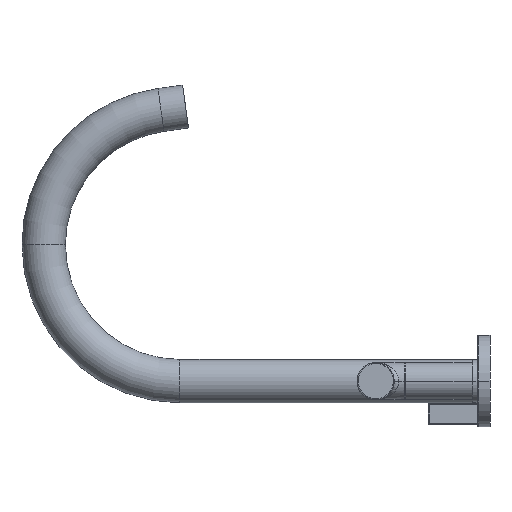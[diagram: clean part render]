
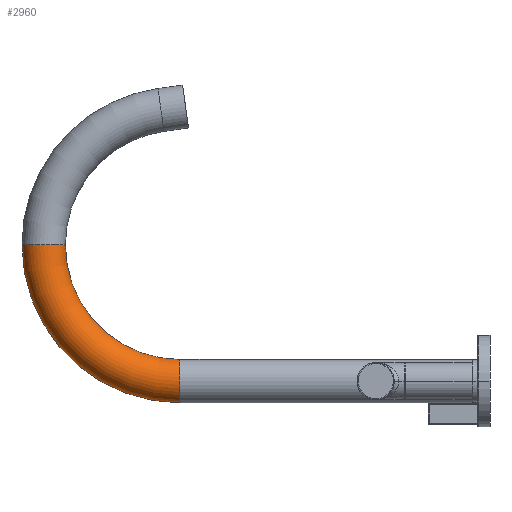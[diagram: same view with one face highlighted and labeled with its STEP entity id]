
A CAD part, left-side view. The second image highlights one B-rep face of the part: STEP entity #2960.
In plain terms, the highlighted toroidal (fillet/blend) face has major radius 69.85 mm and minor radius 11.113 mm.
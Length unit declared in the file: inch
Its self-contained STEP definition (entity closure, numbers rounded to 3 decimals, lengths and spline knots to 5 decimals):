
#2389=CARTESIAN_POINT('',(0.,6.25655,0.));
#2390=DIRECTION('',(0.,-1.,0.));
#2391=DIRECTION('',(0.,0.,1.));
#2392=AXIS2_PLACEMENT_3D('',#2389,#2390,#2391);
#2394=CARTESIAN_POINT('',(0.,6.25655,2.75));
#2395=DIRECTION('',(1.,0.,0.));
#2396=DIRECTION('',(0.,0.,-1.));
#2397=AXIS2_PLACEMENT_3D('',#2394,#2395,#2396);
#2399=CARTESIAN_POINT('',(0.,6.25655,2.75));
#2400=DIRECTION('',(-1.,0.,0.));
#2401=DIRECTION('',(0.,1.,0.));
#2402=AXIS2_PLACEMENT_3D('',#2399,#2400,#2401);
#2404=CARTESIAN_POINT('',(0.,9.00655,2.75));
#2405=DIRECTION('',(0.,0.,-1.));
#2406=DIRECTION('',(0.,-1.,0.));
#2407=AXIS2_PLACEMENT_3D('',#2404,#2405,#2406);
#2472=CARTESIAN_POINT('',(0.,6.25655,-0.4375));
#2473=VERTEX_POINT('',#2472);
#2474=CARTESIAN_POINT('',(0.,6.25655,0.4375));
#2475=VERTEX_POINT('',#2474);
#2476=CARTESIAN_POINT('',(0.,8.56905,2.75));
#2477=VERTEX_POINT('',#2476);
#2478=CARTESIAN_POINT('',(0.,9.44405,2.75));
#2479=VERTEX_POINT('',#2478);
#2948=CARTESIAN_POINT('',(0.,6.25655,2.75));
#2949=DIRECTION('',(1.,0.,0.));
#2950=DIRECTION('',(0.,0.,1.));
#2951=AXIS2_PLACEMENT_3D('',#2948,#2949,#2950);
#2952=TOROIDAL_SURFACE('',#2951,2.75,0.4375);
#2953=ORIENTED_EDGE('',*,*,#2591,.T.);
#2954=ORIENTED_EDGE('',*,*,#2562,.T.);
#2956=ORIENTED_EDGE('',*,*,#2955,.F.);
#2957=ORIENTED_EDGE('',*,*,#2559,.T.);
#2958=EDGE_LOOP('',(#2953,#2954,#2956,#2957));
#2959=FACE_OUTER_BOUND('',#2958,.F.);
#2960=ADVANCED_FACE('',(#2959),#2952,.T.);
#2393=CIRCLE('',#2392,0.4375);
#2398=CIRCLE('',#2397,3.1875);
#2403=CIRCLE('',#2402,2.3125);
#2408=CIRCLE('',#2407,0.4375);
#2559=EDGE_CURVE('',#2477,#2475,#2403,.T.);
#2562=EDGE_CURVE('',#2473,#2479,#2398,.T.);
#2591=EDGE_CURVE('',#2475,#2473,#2393,.T.);
#2955=EDGE_CURVE('',#2477,#2479,#2408,.T.);
